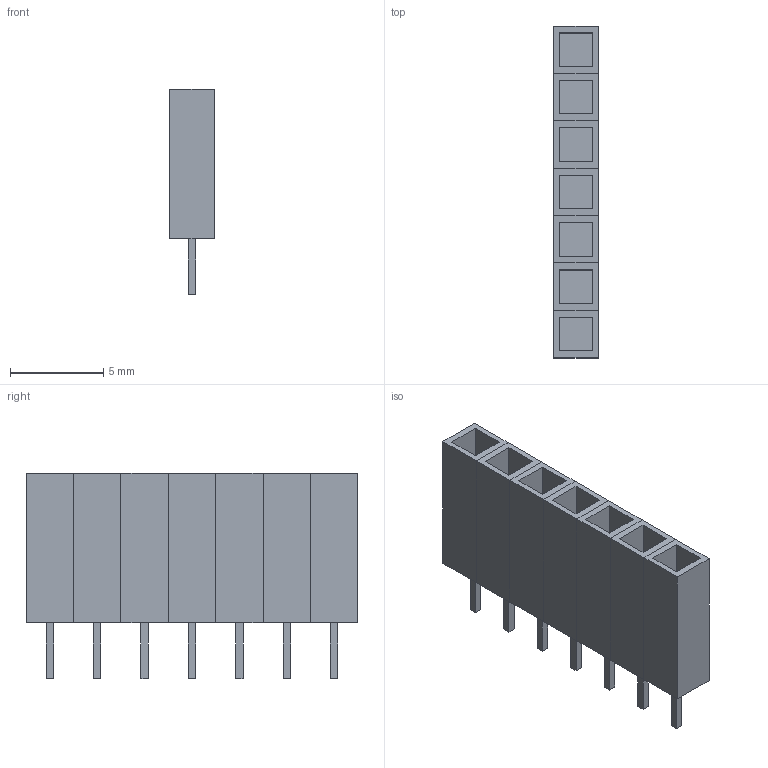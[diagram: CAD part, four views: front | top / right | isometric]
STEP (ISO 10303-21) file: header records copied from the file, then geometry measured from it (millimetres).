
FILE_DESCRIPTION(('FreeCAD Model'),'2;1');
FILE_NAME('Open CASCADE Shape Model','2024-03-06T21:45:07',('Remi Peuchot'),(''),'Open CASCADE STEP processor 7.5','FreeCAD','Unknown');
FILE_SCHEMA(('AUTOMOTIVE_DESIGN { 1 0 10303 214 1 1 1 1 }'));
Length unit declared in the file: millimetre
Products named in the file (2): LinkGroup; Group007
Assembly tree (1 placements, depth 2):
  LinkGroup
    Group007
Bounding box: 2.4 x 17.78 x 11 mm (x, y, z)
Volume: 231.3 mm3; surface area: 693.8 mm2
Topology: 1 solids, 1 shells, 100 faces, 228 edges, 144 vertices
Faces by surface type: plane 100
Entity records: 1829 total; most frequent: ORIENTED_EDGE 354, EDGE_CURVE 228, LINE 228, CARTESIAN_POINT 173, VERTEX_POINT 144, FACE_BOUND 114, EDGE_LOOP 114, AXIS2_PLACEMENT_3D 101
